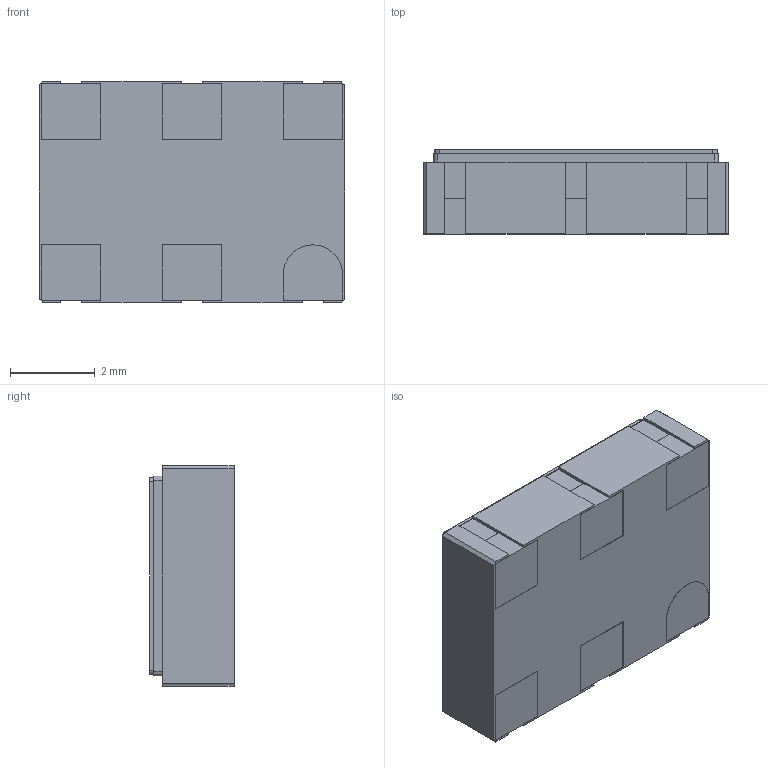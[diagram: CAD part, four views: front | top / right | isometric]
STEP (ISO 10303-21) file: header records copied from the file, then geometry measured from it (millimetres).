
FILE_DESCRIPTION(('STEP AP214'),'1');
FILE_NAME('oscillator_gk366-un-ap-0_75m-3_3cm.stp','2021-07-20T19:47:07',('TraceParts'),('TraceParts S.A.'),'Spatial InterOp 3D',' ',' ');
FILE_SCHEMA(('AUTOMOTIVE_DESIGN { 1 0 10303 214 1 1 1 1 }'));
Length unit declared in the file: millimetre
Products named in the file (1): oscillator_gk366-un-ap-0_75m-3_3cm
Bounding box: 7.2 x 2 x 5.2 mm (x, y, z)
Volume: 72.4 mm3; surface area: 124.6 mm2
Topology: 1 solids, 1 shells, 88 faces, 252 edges, 168 vertices
Faces by surface type: plane 77, cylinder 11
Entity records: 3558 total; most frequent: CARTESIAN_POINT 509, ORIENTED_EDGE 504, DIRECTION 452, EDGE_CURVE 252, LINE 230, VECTOR 230, VERTEX_POINT 168, AXIS2_PLACEMENT_3D 111
